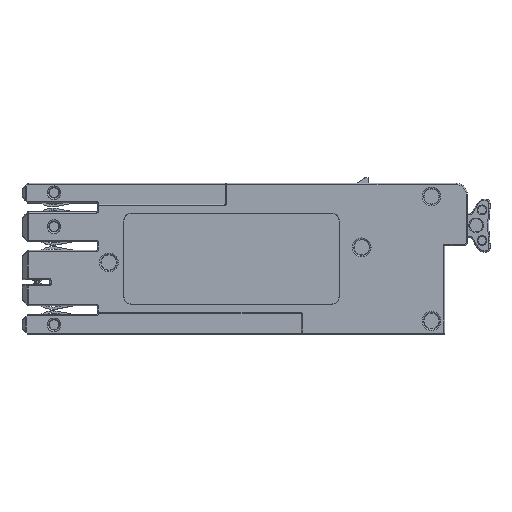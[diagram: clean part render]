
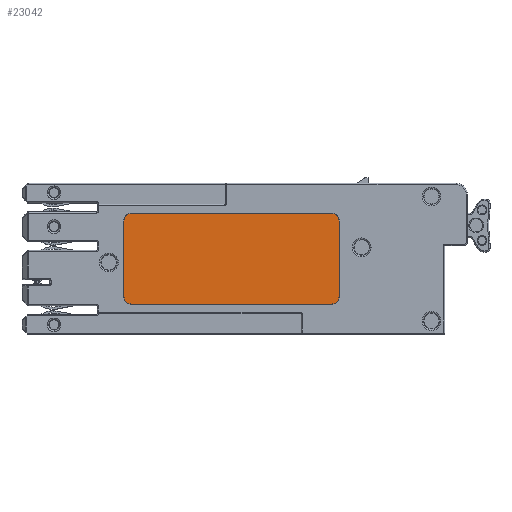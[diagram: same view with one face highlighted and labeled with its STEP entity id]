
A CAD part, top view. The second image highlights one B-rep face of the part: STEP entity #23042.
In plain terms, the highlighted planar face has unit normal (0, 0, 1).
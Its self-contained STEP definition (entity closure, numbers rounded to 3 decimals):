
#8792=DIRECTION('',(0.,-1.,0.));
#8793=VECTOR('',#8792,20.);
#8794=CARTESIAN_POINT('',(-29.,10.,9.7));
#8795=LINE('',#8794,#8793);
#8799=CARTESIAN_POINT('',(-27.,10.,9.7));
#8800=DIRECTION('',(0.,0.,1.));
#8801=DIRECTION('',(0.,1.,0.));
#8802=AXIS2_PLACEMENT_3D('',#8799,#8800,#8801);
#8807=DIRECTION('',(-1.,0.,0.));
#8808=VECTOR('',#8807,53.);
#8809=CARTESIAN_POINT('',(26.,12.,9.7));
#8810=LINE('',#8809,#8808);
#8814=CARTESIAN_POINT('',(26.,10.,9.7));
#8815=DIRECTION('',(0.,0.,1.));
#8816=DIRECTION('',(1.,0.,0.));
#8817=AXIS2_PLACEMENT_3D('',#8814,#8815,#8816);
#8822=DIRECTION('',(0.,1.,0.));
#8823=VECTOR('',#8822,20.);
#8824=CARTESIAN_POINT('',(28.,-10.,9.7));
#8825=LINE('',#8824,#8823);
#8829=CARTESIAN_POINT('',(26.,-10.,9.7));
#8830=DIRECTION('',(0.,0.,1.));
#8831=DIRECTION('',(0.,-1.,0.));
#8832=AXIS2_PLACEMENT_3D('',#8829,#8830,#8831);
#8837=DIRECTION('',(1.,0.,0.));
#8838=VECTOR('',#8837,53.);
#8839=CARTESIAN_POINT('',(-27.,-12.,9.7));
#8840=LINE('',#8839,#8838);
#8844=CARTESIAN_POINT('',(-27.,-10.,9.7));
#8845=DIRECTION('',(0.,0.,1.));
#8846=DIRECTION('',(-1.,0.,0.));
#8847=AXIS2_PLACEMENT_3D('',#8844,#8845,#8846);
#9768=CARTESIAN_POINT('',(-29.,10.,9.7));
#9769=CARTESIAN_POINT('',(-29.,-10.,9.7));
#9770=VERTEX_POINT('',#9768);
#9771=VERTEX_POINT('',#9769);
#9776=CARTESIAN_POINT('',(-27.,-12.,9.7));
#9777=VERTEX_POINT('',#9776);
#9780=CARTESIAN_POINT('',(26.,-12.,9.7));
#9781=VERTEX_POINT('',#9780);
#9784=CARTESIAN_POINT('',(28.,-10.,9.7));
#9785=VERTEX_POINT('',#9784);
#9788=CARTESIAN_POINT('',(28.,10.,9.7));
#9789=VERTEX_POINT('',#9788);
#9792=CARTESIAN_POINT('',(26.,12.,9.7));
#9793=VERTEX_POINT('',#9792);
#9796=CARTESIAN_POINT('',(-27.,12.,9.7));
#9797=VERTEX_POINT('',#9796);
#23020=CARTESIAN_POINT('',(0.,0.,9.7));
#23021=DIRECTION('',(0.,0.,1.));
#23022=DIRECTION('',(1.,0.,0.));
#23023=AXIS2_PLACEMENT_3D('',#23020,#23021,#23022);
#23024=PLANE('',#23023);
#23025=ORIENTED_EDGE('',*,*,#22998,.F.);
#23027=ORIENTED_EDGE('',*,*,#23026,.F.);
#23029=ORIENTED_EDGE('',*,*,#23028,.F.);
#23031=ORIENTED_EDGE('',*,*,#23030,.F.);
#23033=ORIENTED_EDGE('',*,*,#23032,.F.);
#23035=ORIENTED_EDGE('',*,*,#23034,.F.);
#23037=ORIENTED_EDGE('',*,*,#23036,.F.);
#23039=ORIENTED_EDGE('',*,*,#23038,.F.);
#23040=EDGE_LOOP('',(#23025,#23027,#23029,#23031,#23033,#23035,#23037,#23039));
#23041=FACE_OUTER_BOUND('',#23040,.F.);
#23042=ADVANCED_FACE('',(#23041),#23024,.T.);
#8803=CIRCLE('',#8802,2.);
#8818=CIRCLE('',#8817,2.);
#8833=CIRCLE('',#8832,2.);
#8848=CIRCLE('',#8847,2.);
#22998=EDGE_CURVE('',#9770,#9771,#8795,.T.);
#23026=EDGE_CURVE('',#9797,#9770,#8803,.T.);
#23028=EDGE_CURVE('',#9793,#9797,#8810,.T.);
#23030=EDGE_CURVE('',#9789,#9793,#8818,.T.);
#23032=EDGE_CURVE('',#9785,#9789,#8825,.T.);
#23034=EDGE_CURVE('',#9781,#9785,#8833,.T.);
#23036=EDGE_CURVE('',#9777,#9781,#8840,.T.);
#23038=EDGE_CURVE('',#9771,#9777,#8848,.T.);
